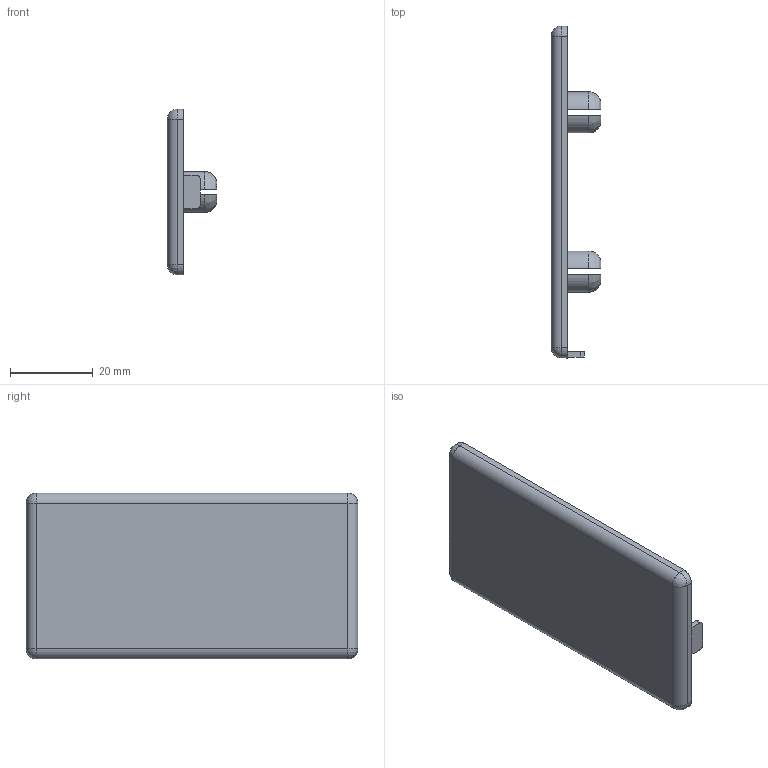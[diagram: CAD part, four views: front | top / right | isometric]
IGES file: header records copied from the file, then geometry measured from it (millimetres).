
Start section: SolidWorks IGES file using analytic representation for surfaces
Global section: file name: Çàãëóøêà òîðöåâàÿ 40õ80.IGS; native system: SolidWorks 2019; preprocessor: SolidWorks 2019; author: Êîíñòðóêòîð; date: 190416.105911; units: millimetre
Bounding box: 12 x 80 x 40 mm (x, y, z)
Surface area: 8642 mm2 (no closed solid volume)
Topology: 0 solids, 0 shells, 69 faces, 770 edges, 928 vertices
Faces by surface type: bspline 39, revolution 30
